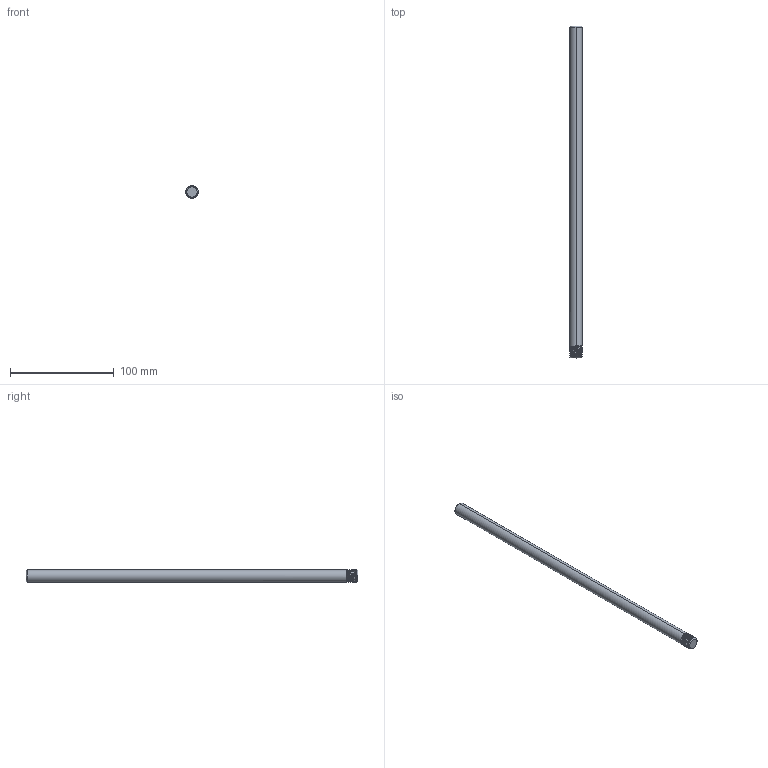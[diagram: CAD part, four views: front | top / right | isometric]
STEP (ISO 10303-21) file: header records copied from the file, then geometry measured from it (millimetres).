
FILE_DESCRIPTION (( 'STEP AP203' ), '1' );
FILE_NAME ('GROG0116-A-INOX-TUBE MOYEU VOLANT .STEP', '2024-06-18T10:34:32', ( '' ), ( '' ), 'SwSTEP 2.0', 'SolidWorks 2021', '' );
FILE_SCHEMA (( 'CONFIG_CONTROL_DESIGN' ));
Length unit declared in the file: millimetre
Products named in the file (1): GROG0116-A-INOX-TUBE MOYEU VOLANT 
Bounding box: 12 x 320 x 12 mm (x, y, z)
Volume: 35952.7 mm3; surface area: 12441 mm2
Topology: 1 solids, 1 shells, 25 faces, 66 edges, 43 vertices
Faces by surface type: cylinder 14, cone 4, plane 4, bspline 3
Entity records: 2078 total; most frequent: CARTESIAN_POINT 1494, ORIENTED_EDGE 132, DIRECTION 81, EDGE_CURVE 66, VERTEX_POINT 43, AXIS2_PLACEMENT_3D 31, EDGE_LOOP 25, ADVANCED_FACE 25
